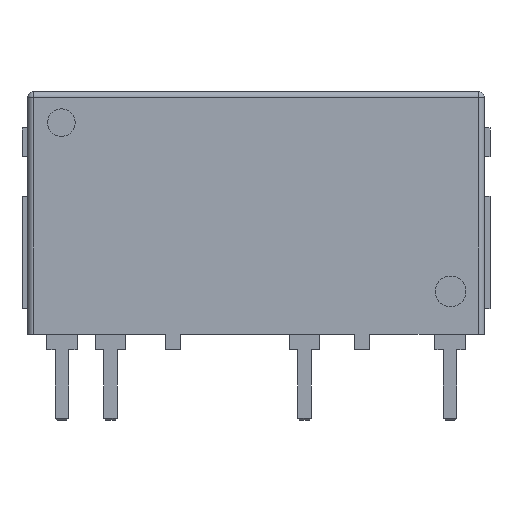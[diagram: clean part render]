
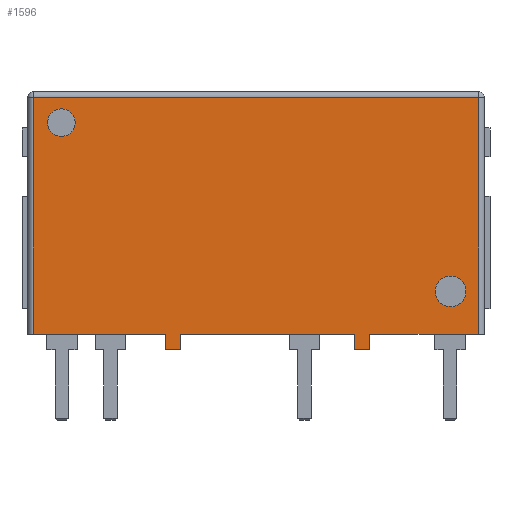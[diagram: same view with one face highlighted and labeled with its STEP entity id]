
A CAD part, front view. The second image highlights one B-rep face of the part: STEP entity #1596.
In plain terms, the highlighted planar face has unit normal (0, -1, 0).
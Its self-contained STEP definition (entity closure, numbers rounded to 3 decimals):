
#26 = EDGE_CURVE ( 'NONE', #7476, #1713, #13148, .T. ) ;
#192 = FACE_OUTER_BOUND ( 'NONE', #8655, .T. ) ;
#207 = LINE ( 'NONE', #1614, #8811 ) ;
#565 = CARTESIAN_POINT ( 'NONE',  ( 11.65, -1.2, 0. ) ) ;
#860 = ORIENTED_EDGE ( 'NONE', *, *, #11815, .T. ) ;
#928 = CARTESIAN_POINT ( 'NONE',  ( 10.188, -1.2, 1.447 ) ) ;
#985 = AXIS2_PLACEMENT_3D ( 'NONE', #5667, #5585, #7060 ) ;
#1218 = LINE ( 'NONE', #15919, #11506 ) ;
#1513 = DIRECTION ( 'NONE',  ( 0., 1., 0. ) ) ;
#1596 = ADVANCED_FACE ( 'NONE', ( #5370, #10912, #192 ), #6583, .F. ) ;
#1614 = CARTESIAN_POINT ( 'NONE',  ( -3.944, -1.2, 0. ) ) ;
#1664 = EDGE_CURVE ( 'NONE', #9205, #10442, #8413, .T. ) ;
#1713 = VERTEX_POINT ( 'NONE', #3341 ) ;
#1801 = LINE ( 'NONE', #7229, #15810 ) ;
#1826 = EDGE_CURVE ( 'NONE', #11460, #6265, #10718, .T. ) ;
#2200 = EDGE_CURVE ( 'NONE', #11840, #4720, #12849, .T. ) ;
#2341 = CARTESIAN_POINT ( 'NONE',  ( 5.945, -1.2, -0.8 ) ) ;
#2506 = CARTESIAN_POINT ( 'NONE',  ( -11.65, -1.2, 12.4 ) ) ;
#2655 = ORIENTED_EDGE ( 'NONE', *, *, #4562, .T. ) ;
#2726 = ORIENTED_EDGE ( 'NONE', *, *, #10157, .T. ) ;
#2757 = DIRECTION ( 'NONE',  ( 0., 0., -1. ) ) ;
#2851 = EDGE_CURVE ( 'NONE', #4720, #11840, #10328, .T. ) ;
#3057 = VERTEX_POINT ( 'NONE', #15309 ) ;
#3341 = CARTESIAN_POINT ( 'NONE',  ( 10.188, -1.2, 3.053 ) ) ;
#3433 = VECTOR ( 'NONE', #5631, 1000. ) ;
#3699 = CARTESIAN_POINT ( 'NONE',  ( -4.744, -1.2, -0.8 ) ) ;
#3701 = DIRECTION ( 'NONE',  ( 1., 0., 0. ) ) ;
#3721 = LINE ( 'NONE', #5119, #7405 ) ;
#3747 = ORIENTED_EDGE ( 'NONE', *, *, #2851, .F. ) ;
#3778 = LINE ( 'NONE', #14172, #15210 ) ;
#3849 = DIRECTION ( 'NONE',  ( 1., 0., 0. ) ) ;
#3968 = LINE ( 'NONE', #12939, #6010 ) ;
#3986 = CARTESIAN_POINT ( 'NONE',  ( 5.145, -1.2, 0. ) ) ;
#3997 = DIRECTION ( 'NONE',  ( 0., -1., 0. ) ) ;
#4105 = VERTEX_POINT ( 'NONE', #11727 ) ;
#4277 = DIRECTION ( 'NONE',  ( -1., 0., 0. ) ) ;
#4371 = LINE ( 'NONE', #9713, #4555 ) ;
#4555 = VECTOR ( 'NONE', #15107, 1000. ) ;
#4562 = EDGE_CURVE ( 'NONE', #11741, #11460, #5258, .T. ) ;
#4629 = ORIENTED_EDGE ( 'NONE', *, *, #14398, .T. ) ;
#4720 = VERTEX_POINT ( 'NONE', #15820 ) ;
#4721 = EDGE_LOOP ( 'NONE', ( #12180, #13153 ) ) ;
#4726 = AXIS2_PLACEMENT_3D ( 'NONE', #5509, #15913, #6801 ) ;
#5039 = CARTESIAN_POINT ( 'NONE',  ( -4.744, -1.2, 0. ) ) ;
#5119 = CARTESIAN_POINT ( 'NONE',  ( -11.95, -1.2, 0. ) ) ;
#5139 = VERTEX_POINT ( 'NONE', #565 ) ;
#5222 = ORIENTED_EDGE ( 'NONE', *, *, #2200, .F. ) ;
#5258 = LINE ( 'NONE', #6562, #9367 ) ;
#5370 = FACE_BOUND ( 'NONE', #6574, .T. ) ;
#5465 = CARTESIAN_POINT ( 'NONE',  ( -11.95, -1.2, 12.7 ) ) ;
#5509 = CARTESIAN_POINT ( 'NONE',  ( 10.188, -1.2, 2.25 ) ) ;
#5585 = DIRECTION ( 'NONE',  ( 0., -1., 0. ) ) ;
#5631 = DIRECTION ( 'NONE',  ( 0., 0., -1. ) ) ;
#5667 = CARTESIAN_POINT ( 'NONE',  ( 10.188, -1.2, 2.25 ) ) ;
#5703 = VERTEX_POINT ( 'NONE', #5039 ) ;
#5998 = VECTOR ( 'NONE', #14410, 1000. ) ;
#6010 = VECTOR ( 'NONE', #3701, 1000. ) ;
#6265 = VERTEX_POINT ( 'NONE', #6768 ) ;
#6305 = CARTESIAN_POINT ( 'NONE',  ( -3.944, -1.2, -0.8 ) ) ;
#6562 = CARTESIAN_POINT ( 'NONE',  ( -11.95, -1.2, 0. ) ) ;
#6574 = EDGE_LOOP ( 'NONE', ( #3747, #5222 ) ) ;
#6583 = PLANE ( 'NONE',  #9321 ) ;
#6768 = CARTESIAN_POINT ( 'NONE',  ( 5.145, -1.2, -0.8 ) ) ;
#6801 = DIRECTION ( 'NONE',  ( 0., 0., -1. ) ) ;
#6939 = CARTESIAN_POINT ( 'NONE',  ( -11.65, -1.2, 12.7 ) ) ;
#6952 = DIRECTION ( 'NONE',  ( 0., 0., 1. ) ) ;
#6965 = ORIENTED_EDGE ( 'NONE', *, *, #14474, .T. ) ;
#7020 = EDGE_CURVE ( 'NONE', #9266, #3057, #13261, .T. ) ;
#7060 = DIRECTION ( 'NONE',  ( 0., 0., -1. ) ) ;
#7229 = CARTESIAN_POINT ( 'NONE',  ( 5.145, -1.2, -0.8 ) ) ;
#7272 = CARTESIAN_POINT ( 'NONE',  ( -3.944, -1.2, 0. ) ) ;
#7372 = EDGE_CURVE ( 'NONE', #1713, #7476, #12203, .T. ) ;
#7405 = VECTOR ( 'NONE', #14367, 1000. ) ;
#7476 = VERTEX_POINT ( 'NONE', #928 ) ;
#7503 = EDGE_CURVE ( 'NONE', #3057, #5139, #3721, .T. ) ;
#7651 = EDGE_CURVE ( 'NONE', #15110, #11741, #207, .T. ) ;
#7778 = AXIS2_PLACEMENT_3D ( 'NONE', #15756, #11692, #13102 ) ;
#7807 = VERTEX_POINT ( 'NONE', #3699 ) ;
#7949 = LINE ( 'NONE', #13344, #8861 ) ;
#8222 = ORIENTED_EDGE ( 'NONE', *, *, #16941, .T. ) ;
#8413 = LINE ( 'NONE', #6939, #3433 ) ;
#8655 = EDGE_LOOP ( 'NONE', ( #9881, #6965, #8222, #10536, #2726, #860, #11115, #12363, #2655, #12208, #4629, #11800 ) ) ;
#8696 = EDGE_CURVE ( 'NONE', #7807, #15110, #3968, .T. ) ;
#8811 = VECTOR ( 'NONE', #6952, 1000. ) ;
#8861 = VECTOR ( 'NONE', #4277, 1000. ) ;
#9202 = CARTESIAN_POINT ( 'NONE',  ( 5.945, -1.2, 0. ) ) ;
#9205 = VERTEX_POINT ( 'NONE', #2506 ) ;
#9266 = VERTEX_POINT ( 'NONE', #2341 ) ;
#9321 = AXIS2_PLACEMENT_3D ( 'NONE', #5465, #1513, #9760 ) ;
#9367 = VECTOR ( 'NONE', #14776, 1000. ) ;
#9694 = CARTESIAN_POINT ( 'NONE',  ( -10.188, -1.2, 11.083 ) ) ;
#9713 = CARTESIAN_POINT ( 'NONE',  ( 11.65, -1.2, 12.7 ) ) ;
#9760 = DIRECTION ( 'NONE',  ( 0., 0., 1. ) ) ;
#9881 = ORIENTED_EDGE ( 'NONE', *, *, #7503, .T. ) ;
#10157 = EDGE_CURVE ( 'NONE', #10442, #5703, #1218, .T. ) ;
#10177 = VECTOR ( 'NONE', #13186, 1000. ) ;
#10328 = CIRCLE ( 'NONE', #7778, 0.723 ) ;
#10442 = VERTEX_POINT ( 'NONE', #10856 ) ;
#10536 = ORIENTED_EDGE ( 'NONE', *, *, #1664, .T. ) ;
#10718 = LINE ( 'NONE', #16289, #10177 ) ;
#10856 = CARTESIAN_POINT ( 'NONE',  ( -11.65, -1.2, 0. ) ) ;
#10912 = FACE_BOUND ( 'NONE', #4721, .T. ) ;
#11115 = ORIENTED_EDGE ( 'NONE', *, *, #8696, .T. ) ;
#11414 = DIRECTION ( 'NONE',  ( 0., 0., -1. ) ) ;
#11460 = VERTEX_POINT ( 'NONE', #3986 ) ;
#11466 = AXIS2_PLACEMENT_3D ( 'NONE', #9694, #3997, #2757 ) ;
#11506 = VECTOR ( 'NONE', #3849, 1000. ) ;
#11690 = CARTESIAN_POINT ( 'NONE',  ( -10.188, -1.2, 11.805 ) ) ;
#11692 = DIRECTION ( 'NONE',  ( 0., -1., 0. ) ) ;
#11727 = CARTESIAN_POINT ( 'NONE',  ( 11.65, -1.2, 12.4 ) ) ;
#11741 = VERTEX_POINT ( 'NONE', #7272 ) ;
#11800 = ORIENTED_EDGE ( 'NONE', *, *, #7020, .T. ) ;
#11815 = EDGE_CURVE ( 'NONE', #5703, #7807, #3778, .T. ) ;
#11840 = VERTEX_POINT ( 'NONE', #11690 ) ;
#12180 = ORIENTED_EDGE ( 'NONE', *, *, #26, .F. ) ;
#12203 = CIRCLE ( 'NONE', #985, 0.803 ) ;
#12208 = ORIENTED_EDGE ( 'NONE', *, *, #1826, .T. ) ;
#12363 = ORIENTED_EDGE ( 'NONE', *, *, #7651, .T. ) ;
#12532 = DIRECTION ( 'NONE',  ( 1., 0., 0. ) ) ;
#12849 = CIRCLE ( 'NONE', #11466, 0.723 ) ;
#12939 = CARTESIAN_POINT ( 'NONE',  ( -4.744, -1.2, -0.8 ) ) ;
#13102 = DIRECTION ( 'NONE',  ( 0., 0., -1. ) ) ;
#13148 = CIRCLE ( 'NONE', #4726, 0.803 ) ;
#13153 = ORIENTED_EDGE ( 'NONE', *, *, #7372, .F. ) ;
#13186 = DIRECTION ( 'NONE',  ( 0., 0., -1. ) ) ;
#13261 = LINE ( 'NONE', #9202, #5998 ) ;
#13344 = CARTESIAN_POINT ( 'NONE',  ( -11.95, -1.2, 12.4 ) ) ;
#14172 = CARTESIAN_POINT ( 'NONE',  ( -4.744, -1.2, 0. ) ) ;
#14367 = DIRECTION ( 'NONE',  ( 1., 0., 0. ) ) ;
#14398 = EDGE_CURVE ( 'NONE', #6265, #9266, #1801, .T. ) ;
#14410 = DIRECTION ( 'NONE',  ( 0., 0., 1. ) ) ;
#14474 = EDGE_CURVE ( 'NONE', #5139, #4105, #4371, .T. ) ;
#14776 = DIRECTION ( 'NONE',  ( 1., 0., 0. ) ) ;
#15107 = DIRECTION ( 'NONE',  ( 0., 0., 1. ) ) ;
#15110 = VERTEX_POINT ( 'NONE', #6305 ) ;
#15210 = VECTOR ( 'NONE', #11414, 1000. ) ;
#15309 = CARTESIAN_POINT ( 'NONE',  ( 5.945, -1.2, 0. ) ) ;
#15756 = CARTESIAN_POINT ( 'NONE',  ( -10.188, -1.2, 11.083 ) ) ;
#15810 = VECTOR ( 'NONE', #12532, 1000. ) ;
#15820 = CARTESIAN_POINT ( 'NONE',  ( -10.188, -1.2, 10.36 ) ) ;
#15913 = DIRECTION ( 'NONE',  ( 0., -1., 0. ) ) ;
#15919 = CARTESIAN_POINT ( 'NONE',  ( -11.95, -1.2, 0. ) ) ;
#16289 = CARTESIAN_POINT ( 'NONE',  ( 5.145, -1.2, 0. ) ) ;
#16941 = EDGE_CURVE ( 'NONE', #4105, #9205, #7949, .T. ) ;
